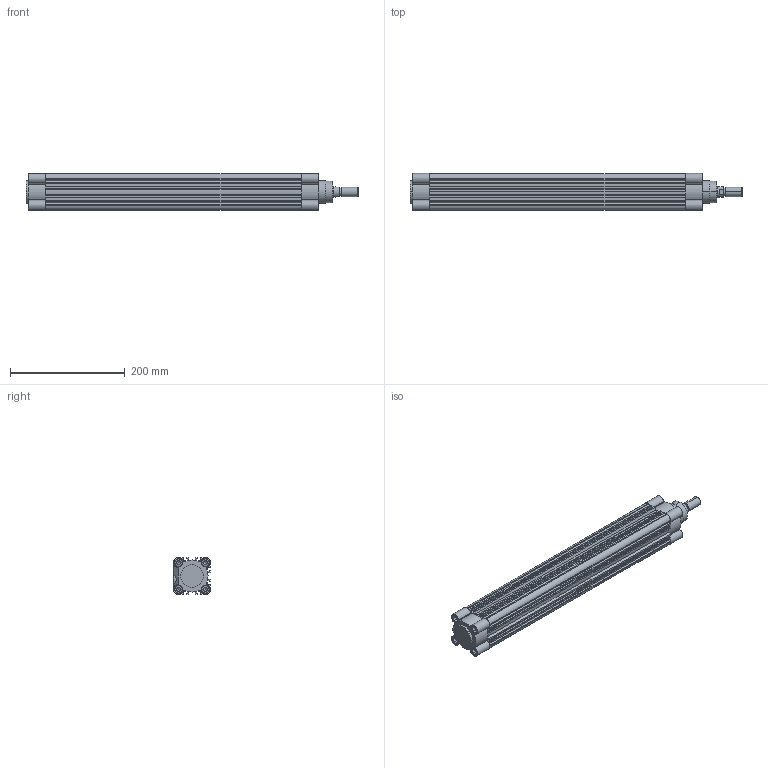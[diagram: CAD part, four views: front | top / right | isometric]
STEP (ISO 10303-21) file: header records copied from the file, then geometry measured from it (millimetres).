
FILE_DESCRIPTION (( 'STEP AP203' ), '1' );
FILE_NAME ('G50M400MD-MC.step', '2016-02-17T20:00:46', ( '' ), ( '' ), 'SwSTEP 2.0', 'SolidWorks 2015', '' );
FILE_SCHEMA (( 'CONFIG_CONTROL_DESIGN' ));
Length unit declared in the file: inch
Products named in the file (5): _50-HL; _50-400-90.5-B; _50121-HR; _50121400-R; G50M400MD-MC
Assembly tree (4 placements, depth 2):
  G50M400MD-MC
    _50-HL
    _50-400-90.5-B
    _50121-HR
    _50121400-R
Bounding box: 579 x 64.5 x 64.5 mm (x, y, z)
Volume: 1181843.4 mm3; surface area: 326836.4 mm2
Topology: 4 solids, 4 shells, 418 faces, 1047 edges, 654 vertices
Faces by surface type: plane 236, cylinder 138, cone 44
Entity records: 12818 total; most frequent: DIRECTION 2205, CARTESIAN_POINT 2136, ORIENTED_EDGE 2054, EDGE_CURVE 1027, AXIS2_PLACEMENT_3D 763, LINE 679, VECTOR 679, VERTEX_POINT 654
